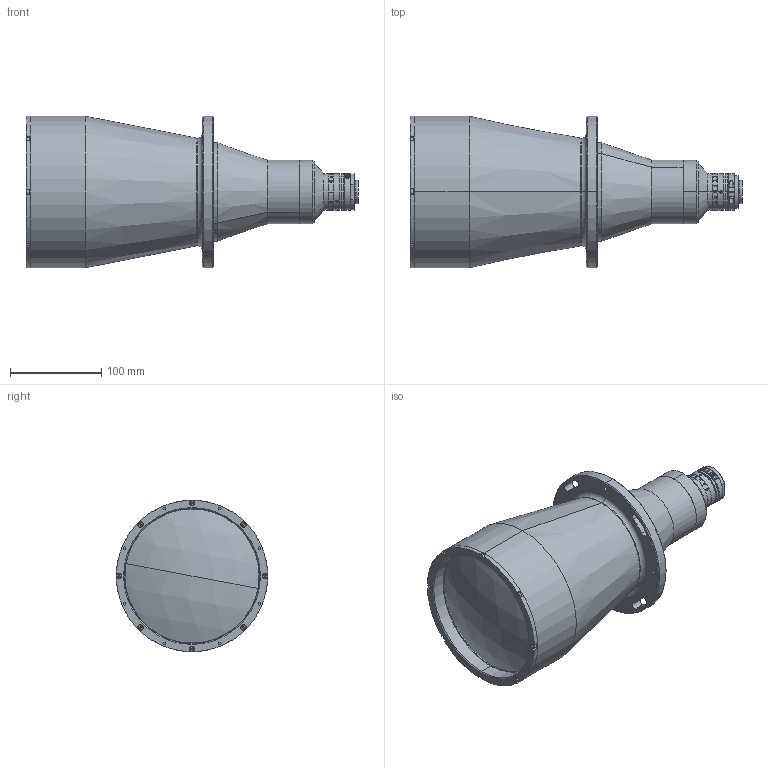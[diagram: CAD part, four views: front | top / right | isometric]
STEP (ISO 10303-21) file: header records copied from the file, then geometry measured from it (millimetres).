
FILE_DESCRIPTION (( 'STEP AP203' ), '1' );
FILE_NAME ('XF-PTL12211-009-260C-(HD).STEP', '2018-12-25T05:19:54', ( 'lawlynn' ), ( '' ), 'SwSTEP 2.0', 'SolidWorks 2014', '' );
FILE_SCHEMA (( 'CONFIG_CONTROL_DESIGN' ));
Length unit declared in the file: millimetre
Products named in the file (1): XF-PTL12211-009-260C-(HD)
Bounding box: 363.78 x 166 x 166 mm (x, y, z)
Surface area: 212268.4 mm2 (no closed solid volume)
Topology: 0 solids, 43 shells, 305 faces, 1360 edges, 1098 vertices
Faces by surface type: cylinder 137, plane 109, cone 36, torus 18, sphere 4, bspline 1
Entity records: 19764 total; most frequent: CARTESIAN_POINT 8783, DIRECTION 2254, ORIENTED_EDGE 1960, EDGE_CURVE 1354, VERTEX_POINT 1098, AXIS2_PLACEMENT_3D 864, CIRCLE 559, LINE 526
